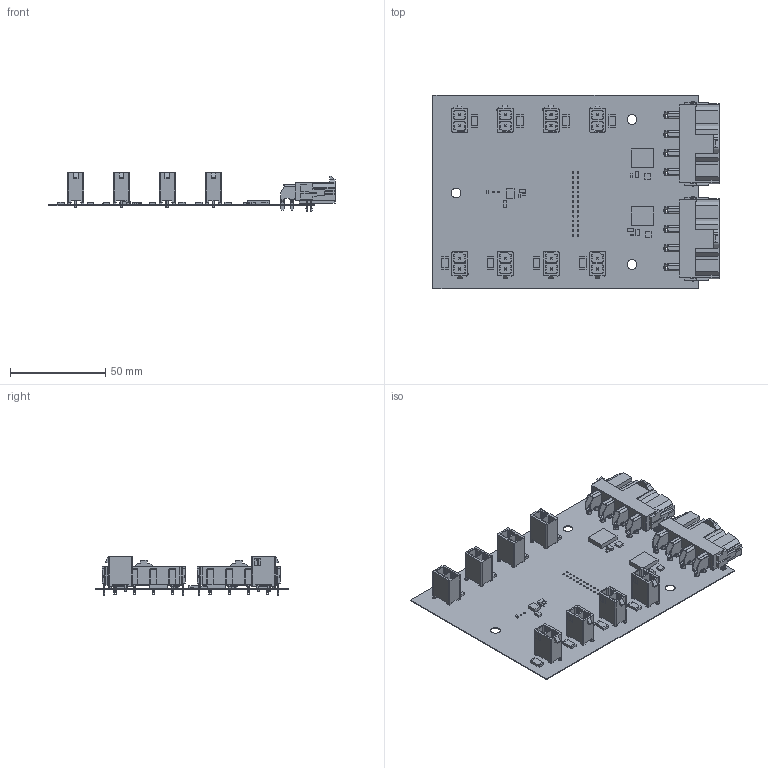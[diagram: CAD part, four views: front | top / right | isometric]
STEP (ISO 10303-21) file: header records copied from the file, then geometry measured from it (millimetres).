
FILE_DESCRIPTION(('Open CASCADE Model'),'2;1');
FILE_NAME('Open CASCADE Shape Model','2019-04-07T17:15:24',('Author'),( 'Open CASCADE'),'Open CASCADE STEP processor 6.8','Open CASCADE 6.8' ,'Unknown');
FILE_SCHEMA(('AUTOMOTIVE_DESIGN { 1 0 10303 214 1 1 1 1 }'));
Length unit declared in the file: millimetre
Products named in the file (59): PCB; Board; C1; 1018975968; Extruded; C2; C3; 1018976240; C4; C5; J1; 428204224; Open CASCADE STEP translator 6.8 1.7.1.1; Open CASCADE STEP translator 6.8 1.7.1.2; J2; P1_ESC1; 768290102; Open CASCADE STEP translator 6.8 1.9.1.1; Open CASCADE STEP translator 6.8 1.9.1.2; P1_ESC2; P1_ESC3; P1_ESC4; P1_ESC5; P1_ESC6; P1_ESC7; P1_ESC8; Q2; 1018976648; Q3; R1_ESC1; 1018975560; 1018975696; R1_ESC2; R1_ESC3; R1_ESC4; R1_ESC5; R1_ESC6; R1_ESC7; R1_ESC8; R2 ...
Assembly tree (96 placements, depth 4):
  PCB
    Board
    C1
      1018975968
        Extruded
    C2
      1018975968
        Extruded
    C3
      1018976240
        Extruded
    C4
      1018976240
        Extruded
    C5
      1018975968
        Extruded
    J1
      428204224
        Open CASCADE STEP translator 6.8 1.7.1.1
        Open CASCADE STEP translator 6.8 1.7.1.2
    J2
      428204224
        Open CASCADE STEP translator 6.8 1.7.1.1
        Open CASCADE STEP translator 6.8 1.7.1.2
    P1_ESC1
      768290102
        Open CASCADE STEP translator 6.8 1.9.1.1
        Open CASCADE STEP translator 6.8 1.9.1.2
    P1_ESC2
      768290102
        Open CASCADE STEP translator 6.8 1.9.1.1
        Open CASCADE STEP translator 6.8 1.9.1.2
    P1_ESC3
      768290102
        Open CASCADE STEP translator 6.8 1.9.1.1
        Open CASCADE STEP translator 6.8 1.9.1.2
    P1_ESC4
      768290102
        Open CASCADE STEP translator 6.8 1.9.1.1
        Open CASCADE STEP translator 6.8 1.9.1.2
    P1_ESC5
      768290102
        Open CASCADE STEP translator 6.8 1.9.1.1
        Open CASCADE STEP translator 6.8 1.9.1.2
    P1_ESC6
      768290102
        Open CASCADE STEP translator 6.8 1.9.1.1
        Open CASCADE STEP translator 6.8 1.9.1.2
    P1_ESC7
      768290102
        Open CASCADE STEP translator 6.8 1.9.1.1
        Open CASCADE STEP translator 6.8 1.9.1.2
    P1_ESC8
      768290102
        Open CASCADE STEP translator 6.8 1.9.1.1
        Open CASCADE STEP translator 6.8 1.9.1.2
    Q2
      1018976648
        Extruded
Bounding box: 150.38 x 101.6 x 20.4 mm (x, y, z)
Volume: 25083.8 mm3; surface area: 56151.1 mm2
Topology: 50 solids, 50 shells, 2836 faces, 7920 edges, 5370 vertices
Faces by surface type: plane 2355, cylinder 465, cone 16
Full cylindrical faces by diameter (mm): 0.9 x30, 1.8 x24, 2.8 x16, 3 x4, 5.08 x3
Entity records: 30353 total; most frequent: CARTESIAN_POINT 5714, ORIENTED_EDGE 4932, DIRECTION 4755, EDGE_CURVE 2466, LINE 1969, VECTOR 1969, VERTEX_POINT 1636, AXIS2_PLACEMENT_3D 1393
